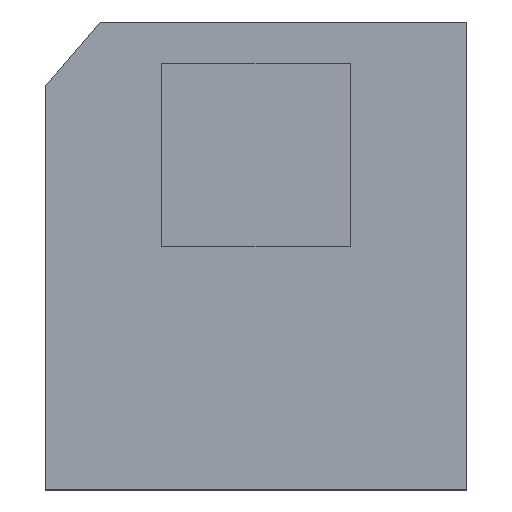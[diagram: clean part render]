
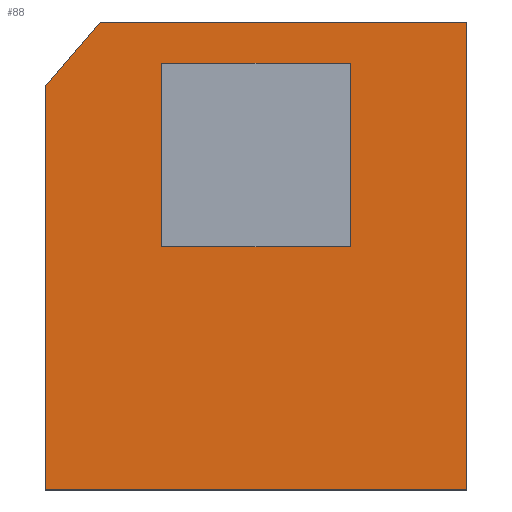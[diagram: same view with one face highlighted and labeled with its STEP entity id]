
A CAD part, top view. The second image highlights one B-rep face of the part: STEP entity #88.
In plain terms, the highlighted planar face has unit normal (0, 0, 1).
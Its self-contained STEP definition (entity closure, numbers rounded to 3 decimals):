
#24 = VERTEX_POINT('',#25);
#25 = CARTESIAN_POINT('',(-1.7,2.55,1.45));
#31 = EDGE_CURVE('',#24,#32,#34,.T.);
#32 = VERTEX_POINT('',#33);
#33 = CARTESIAN_POINT('',(2.3,2.55,1.45));
#34 = LINE('',#35,#36);
#35 = CARTESIAN_POINT('',(-1.7,2.55,1.45));
#36 = VECTOR('',#37,1.);
#37 = DIRECTION('',(1.,0.,0.));
#64 = VERTEX_POINT('',#65);
#65 = CARTESIAN_POINT('',(-2.3,1.85,1.45));
#71 = EDGE_CURVE('',#64,#24,#72,.T.);
#72 = LINE('',#73,#74);
#73 = CARTESIAN_POINT('',(-2.3,1.85,1.45));
#74 = VECTOR('',#75,1.);
#75 = DIRECTION('',(0.651,0.759,0.));
#88 = ADVANCED_FACE('',(#89,#115),#149,.F.);
#89 = FACE_BOUND('',#90,.F.);
#90 = EDGE_LOOP('',(#91,#92,#100,#108,#114));
#91 = ORIENTED_EDGE('',*,*,#31,.T.);
#92 = ORIENTED_EDGE('',*,*,#93,.T.);
#93 = EDGE_CURVE('',#32,#94,#96,.T.);
#94 = VERTEX_POINT('',#95);
#95 = CARTESIAN_POINT('',(2.3,-2.55,1.45));
#96 = LINE('',#97,#98);
#97 = CARTESIAN_POINT('',(2.3,2.55,1.45));
#98 = VECTOR('',#99,1.);
#99 = DIRECTION('',(0.,-1.,0.));
#100 = ORIENTED_EDGE('',*,*,#101,.T.);
#101 = EDGE_CURVE('',#94,#102,#104,.T.);
#102 = VERTEX_POINT('',#103);
#103 = CARTESIAN_POINT('',(-2.3,-2.55,1.45));
#104 = LINE('',#105,#106);
#105 = CARTESIAN_POINT('',(2.3,-2.55,1.45));
#106 = VECTOR('',#107,1.);
#107 = DIRECTION('',(-1.,0.,0.));
#108 = ORIENTED_EDGE('',*,*,#109,.T.);
#109 = EDGE_CURVE('',#102,#64,#110,.T.);
#110 = LINE('',#111,#112);
#111 = CARTESIAN_POINT('',(-2.3,-2.55,1.45));
#112 = VECTOR('',#113,1.);
#113 = DIRECTION('',(0.,1.,0.));
#114 = ORIENTED_EDGE('',*,*,#71,.T.);
#115 = FACE_BOUND('',#116,.F.);
#116 = EDGE_LOOP('',(#117,#127,#135,#143));
#117 = ORIENTED_EDGE('',*,*,#118,.F.);
#118 = EDGE_CURVE('',#119,#121,#123,.T.);
#119 = VERTEX_POINT('',#120);
#120 = CARTESIAN_POINT('',(-1.025,2.1,1.45));
#121 = VERTEX_POINT('',#122);
#122 = CARTESIAN_POINT('',(1.025,2.1,1.45));
#123 = LINE('',#124,#125);
#124 = CARTESIAN_POINT('',(-1.025,2.1,1.45));
#125 = VECTOR('',#126,1.);
#126 = DIRECTION('',(1.,0.,0.));
#127 = ORIENTED_EDGE('',*,*,#128,.F.);
#128 = EDGE_CURVE('',#129,#119,#131,.T.);
#129 = VERTEX_POINT('',#130);
#130 = CARTESIAN_POINT('',(-1.025,0.1,1.45));
#131 = LINE('',#132,#133);
#132 = CARTESIAN_POINT('',(-1.025,0.1,1.45));
#133 = VECTOR('',#134,1.);
#134 = DIRECTION('',(0.,1.,0.));
#135 = ORIENTED_EDGE('',*,*,#136,.F.);
#136 = EDGE_CURVE('',#137,#129,#139,.T.);
#137 = VERTEX_POINT('',#138);
#138 = CARTESIAN_POINT('',(1.025,0.1,1.45));
#139 = LINE('',#140,#141);
#140 = CARTESIAN_POINT('',(1.025,0.1,1.45));
#141 = VECTOR('',#142,1.);
#142 = DIRECTION('',(-1.,0.,0.));
#143 = ORIENTED_EDGE('',*,*,#144,.F.);
#144 = EDGE_CURVE('',#121,#137,#145,.T.);
#145 = LINE('',#146,#147);
#146 = CARTESIAN_POINT('',(1.025,2.1,1.45));
#147 = VECTOR('',#148,1.);
#148 = DIRECTION('',(0.,-1.,0.));
#149 = PLANE('',#150);
#150 = AXIS2_PLACEMENT_3D('',#151,#152,#153);
#151 = CARTESIAN_POINT('',(0.051,-0.055,1.45));
#152 = DIRECTION('',(-0.,-0.,-1.));
#153 = DIRECTION('',(-1.,0.,0.));
